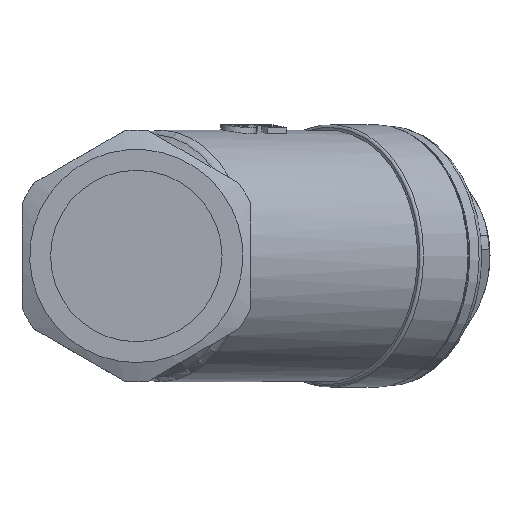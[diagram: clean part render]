
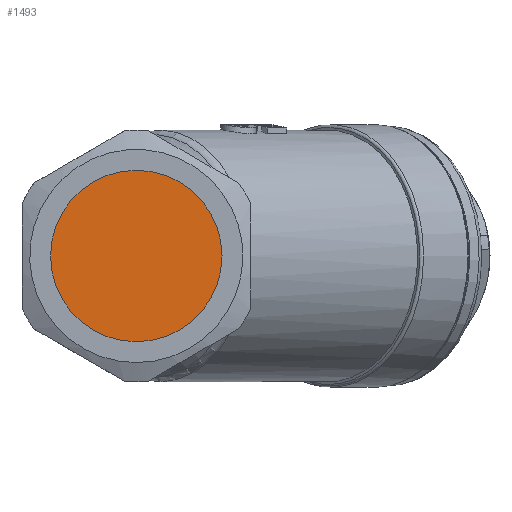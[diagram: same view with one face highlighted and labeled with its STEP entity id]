
A CAD part, left-side view. The second image highlights one B-rep face of the part: STEP entity #1493.
In plain terms, the highlighted planar face has unit normal (-1, 0, 0).
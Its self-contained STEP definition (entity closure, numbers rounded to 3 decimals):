
#1473=CARTESIAN_POINT('',(-60.0,-15.0,0.));
#1474=VERTEX_POINT('',#1473);
#1475=CARTESIAN_POINT('',(-60.0,0.0,0.));
#1476=DIRECTION('',(-1.0,0.0,0.0));
#1477=DIRECTION('',(0.0,-1.0,0.0));
#1478=AXIS2_PLACEMENT_3D('',#1475,#1476,#1477);
#1479=CIRCLE('',#1478,15.0);
#1480=EDGE_CURVE('',#1474,#1474,#1479,.T.);
#1485=CARTESIAN_POINT('',(-60.0,0.0,0.));
#1486=DIRECTION('',(-1.0,0.0,0.0));
#1487=DIRECTION('',(0.0,-1.0,0.0));
#1488=AXIS2_PLACEMENT_3D('',#1485,#1486,#1487);
#1489=PLANE('',#1488);
#1490=ORIENTED_EDGE('',*,*,#1480,.T.);
#1491=EDGE_LOOP('',(#1490));
#1492=FACE_OUTER_BOUND('',#1491,.T.);
#1493=ADVANCED_FACE('',(#1492),#1489,.T.);
